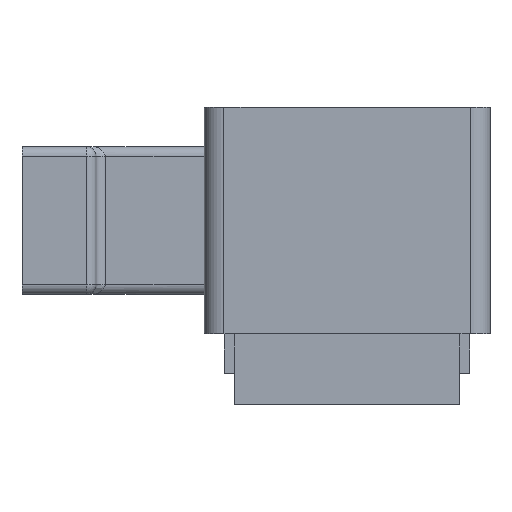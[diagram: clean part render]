
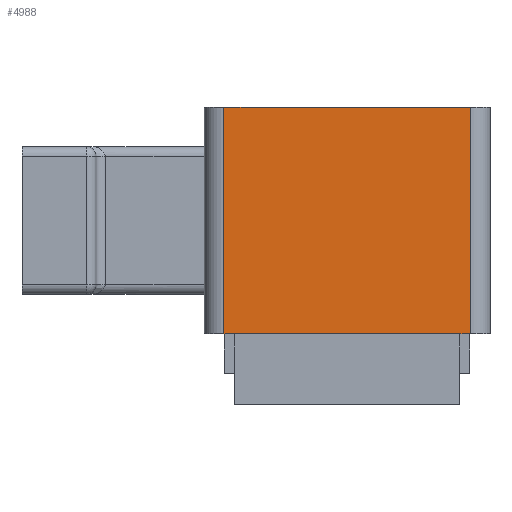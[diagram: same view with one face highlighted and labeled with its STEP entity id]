
A CAD part, front view. The second image highlights one B-rep face of the part: STEP entity #4988.
In plain terms, the highlighted planar face has unit normal (0, -1, 0).
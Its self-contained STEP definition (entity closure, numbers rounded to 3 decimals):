
#278 = PLANE('',#279);
#279 = AXIS2_PLACEMENT_3D('',#280,#281,#282);
#280 = CARTESIAN_POINT('',(0.,0.,10.));
#281 = DIRECTION('',(-0.,-0.,-1.));
#282 = DIRECTION('',(-1.,0.,0.));
#306 = CYLINDRICAL_SURFACE('',#307,2.);
#307 = AXIS2_PLACEMENT_3D('',#308,#309,#310);
#308 = CARTESIAN_POINT('',(-12.5,-15.5,10.));
#309 = DIRECTION('',(0.,0.,1.));
#310 = DIRECTION('',(-1.,0.,0.));
#334 = PLANE('',#335);
#335 = AXIS2_PLACEMENT_3D('',#336,#337,#338);
#336 = CARTESIAN_POINT('',(0.,0.,33.));
#337 = DIRECTION('',(-0.,-0.,-1.));
#338 = DIRECTION('',(-1.,0.,0.));
#3138 = VERTEX_POINT('',#3139);
#3139 = CARTESIAN_POINT('',(12.5,-17.5,10.));
#3154 = CYLINDRICAL_SURFACE('',#3155,2.);
#3155 = AXIS2_PLACEMENT_3D('',#3156,#3157,#3158);
#3156 = CARTESIAN_POINT('',(12.5,-15.5,10.));
#3157 = DIRECTION('',(0.,0.,1.));
#3158 = DIRECTION('',(1.,0.,0.));
#3166 = EDGE_CURVE('',#3138,#3167,#3169,.T.);
#3167 = VERTEX_POINT('',#3168);
#3168 = CARTESIAN_POINT('',(11.45,-17.5,10.));
#3169 = SURFACE_CURVE('',#3170,(#3174,#3181),.PCURVE_S1.);
#3170 = LINE('',#3171,#3172);
#3171 = CARTESIAN_POINT('',(14.5,-17.5,10.));
#3172 = VECTOR('',#3173,1.);
#3173 = DIRECTION('',(-1.,0.,0.));
#3174 = PCURVE('',#278,#3175);
#3175 = DEFINITIONAL_REPRESENTATION('',(#3176),#3180);
#3176 = LINE('',#3177,#3178);
#3177 = CARTESIAN_POINT('',(-14.5,-17.5));
#3178 = VECTOR('',#3179,1.);
#3179 = DIRECTION('',(1.,0.));
#3180 = ( GEOMETRIC_REPRESENTATION_CONTEXT(2) 
PARAMETRIC_REPRESENTATION_CONTEXT() REPRESENTATION_CONTEXT('2D SPACE',''
  ) );
#3181 = PCURVE('',#3182,#3187);
#3182 = PLANE('',#3183);
#3183 = AXIS2_PLACEMENT_3D('',#3184,#3185,#3186);
#3184 = CARTESIAN_POINT('',(14.5,-17.5,10.));
#3185 = DIRECTION('',(0.,-1.,0.));
#3186 = DIRECTION('',(-1.,0.,0.));
#3187 = DEFINITIONAL_REPRESENTATION('',(#3188),#3192);
#3188 = LINE('',#3189,#3190);
#3189 = CARTESIAN_POINT('',(0.,-0.));
#3190 = VECTOR('',#3191,1.);
#3191 = DIRECTION('',(1.,0.));
#3192 = ( GEOMETRIC_REPRESENTATION_CONTEXT(2) 
PARAMETRIC_REPRESENTATION_CONTEXT() REPRESENTATION_CONTEXT('2D SPACE',''
  ) );
#3394 = VERTEX_POINT('',#3395);
#3395 = CARTESIAN_POINT('',(-11.45,-17.5,10.));
#3421 = EDGE_CURVE('',#3394,#3422,#3424,.T.);
#3422 = VERTEX_POINT('',#3423);
#3423 = CARTESIAN_POINT('',(-12.5,-17.5,10.));
#3424 = SURFACE_CURVE('',#3425,(#3429,#3436),.PCURVE_S1.);
#3425 = LINE('',#3426,#3427);
#3426 = CARTESIAN_POINT('',(14.5,-17.5,10.));
#3427 = VECTOR('',#3428,1.);
#3428 = DIRECTION('',(-1.,0.,0.));
#3429 = PCURVE('',#278,#3430);
#3430 = DEFINITIONAL_REPRESENTATION('',(#3431),#3435);
#3431 = LINE('',#3432,#3433);
#3432 = CARTESIAN_POINT('',(-14.5,-17.5));
#3433 = VECTOR('',#3434,1.);
#3434 = DIRECTION('',(1.,0.));
#3435 = ( GEOMETRIC_REPRESENTATION_CONTEXT(2) 
PARAMETRIC_REPRESENTATION_CONTEXT() REPRESENTATION_CONTEXT('2D SPACE',''
  ) );
#3436 = PCURVE('',#3182,#3437);
#3437 = DEFINITIONAL_REPRESENTATION('',(#3438),#3442);
#3438 = LINE('',#3439,#3440);
#3439 = CARTESIAN_POINT('',(0.,-0.));
#3440 = VECTOR('',#3441,1.);
#3441 = DIRECTION('',(1.,0.));
#3442 = ( GEOMETRIC_REPRESENTATION_CONTEXT(2) 
PARAMETRIC_REPRESENTATION_CONTEXT() REPRESENTATION_CONTEXT('2D SPACE',''
  ) );
#3474 = EDGE_CURVE('',#3422,#3475,#3477,.T.);
#3475 = VERTEX_POINT('',#3476);
#3476 = CARTESIAN_POINT('',(-12.5,-17.5,33.));
#3477 = SURFACE_CURVE('',#3478,(#3482,#3489),.PCURVE_S1.);
#3478 = LINE('',#3479,#3480);
#3479 = CARTESIAN_POINT('',(-12.5,-17.5,10.));
#3480 = VECTOR('',#3481,1.);
#3481 = DIRECTION('',(0.,0.,1.));
#3482 = PCURVE('',#306,#3483);
#3483 = DEFINITIONAL_REPRESENTATION('',(#3484),#3488);
#3484 = LINE('',#3485,#3486);
#3485 = CARTESIAN_POINT('',(1.571,0.));
#3486 = VECTOR('',#3487,1.);
#3487 = DIRECTION('',(0.,1.));
#3488 = ( GEOMETRIC_REPRESENTATION_CONTEXT(2) 
PARAMETRIC_REPRESENTATION_CONTEXT() REPRESENTATION_CONTEXT('2D SPACE',''
  ) );
#3489 = PCURVE('',#3182,#3490);
#3490 = DEFINITIONAL_REPRESENTATION('',(#3491),#3495);
#3491 = LINE('',#3492,#3493);
#3492 = CARTESIAN_POINT('',(27.,0.));
#3493 = VECTOR('',#3494,1.);
#3494 = DIRECTION('',(0.,-1.));
#3495 = ( GEOMETRIC_REPRESENTATION_CONTEXT(2) 
PARAMETRIC_REPRESENTATION_CONTEXT() REPRESENTATION_CONTEXT('2D SPACE',''
  ) );
#3652 = VERTEX_POINT('',#3653);
#3653 = CARTESIAN_POINT('',(12.5,-17.5,33.));
#3675 = EDGE_CURVE('',#3652,#3475,#3676,.T.);
#3676 = SURFACE_CURVE('',#3677,(#3681,#3688),.PCURVE_S1.);
#3677 = LINE('',#3678,#3679);
#3678 = CARTESIAN_POINT('',(14.5,-17.5,33.));
#3679 = VECTOR('',#3680,1.);
#3680 = DIRECTION('',(-1.,0.,0.));
#3681 = PCURVE('',#334,#3682);
#3682 = DEFINITIONAL_REPRESENTATION('',(#3683),#3687);
#3683 = LINE('',#3684,#3685);
#3684 = CARTESIAN_POINT('',(-14.5,-17.5));
#3685 = VECTOR('',#3686,1.);
#3686 = DIRECTION('',(1.,0.));
#3687 = ( GEOMETRIC_REPRESENTATION_CONTEXT(2) 
PARAMETRIC_REPRESENTATION_CONTEXT() REPRESENTATION_CONTEXT('2D SPACE',''
  ) );
#3688 = PCURVE('',#3182,#3689);
#3689 = DEFINITIONAL_REPRESENTATION('',(#3690),#3694);
#3690 = LINE('',#3691,#3692);
#3691 = CARTESIAN_POINT('',(0.,-23.));
#3692 = VECTOR('',#3693,1.);
#3693 = DIRECTION('',(1.,0.));
#3694 = ( GEOMETRIC_REPRESENTATION_CONTEXT(2) 
PARAMETRIC_REPRESENTATION_CONTEXT() REPRESENTATION_CONTEXT('2D SPACE',''
  ) );
#4988 = ADVANCED_FACE('',(#4989),#3182,.T.);
#4989 = FACE_BOUND('',#4990,.T.);
#4990 = EDGE_LOOP('',(#4991,#4992,#5013,#5014,#5015,#5016));
#4991 = ORIENTED_EDGE('',*,*,#3166,.F.);
#4992 = ORIENTED_EDGE('',*,*,#4993,.T.);
#4993 = EDGE_CURVE('',#3138,#3652,#4994,.T.);
#4994 = SURFACE_CURVE('',#4995,(#4999,#5006),.PCURVE_S1.);
#4995 = LINE('',#4996,#4997);
#4996 = CARTESIAN_POINT('',(12.5,-17.5,10.));
#4997 = VECTOR('',#4998,1.);
#4998 = DIRECTION('',(0.,0.,1.));
#4999 = PCURVE('',#3182,#5000);
#5000 = DEFINITIONAL_REPRESENTATION('',(#5001),#5005);
#5001 = LINE('',#5002,#5003);
#5002 = CARTESIAN_POINT('',(2.,0.));
#5003 = VECTOR('',#5004,1.);
#5004 = DIRECTION('',(0.,-1.));
#5005 = ( GEOMETRIC_REPRESENTATION_CONTEXT(2) 
PARAMETRIC_REPRESENTATION_CONTEXT() REPRESENTATION_CONTEXT('2D SPACE',''
  ) );
#5006 = PCURVE('',#3154,#5007);
#5007 = DEFINITIONAL_REPRESENTATION('',(#5008),#5012);
#5008 = LINE('',#5009,#5010);
#5009 = CARTESIAN_POINT('',(-1.571,0.));
#5010 = VECTOR('',#5011,1.);
#5011 = DIRECTION('',(-0.,1.));
#5012 = ( GEOMETRIC_REPRESENTATION_CONTEXT(2) 
PARAMETRIC_REPRESENTATION_CONTEXT() REPRESENTATION_CONTEXT('2D SPACE',''
  ) );
#5013 = ORIENTED_EDGE('',*,*,#3675,.T.);
#5014 = ORIENTED_EDGE('',*,*,#3474,.F.);
#5015 = ORIENTED_EDGE('',*,*,#3421,.F.);
#5016 = ORIENTED_EDGE('',*,*,#5017,.T.);
#5017 = EDGE_CURVE('',#3394,#3167,#5018,.T.);
#5018 = SURFACE_CURVE('',#5019,(#5023,#5030),.PCURVE_S1.);
#5019 = LINE('',#5020,#5021);
#5020 = CARTESIAN_POINT('',(-11.45,-17.5,10.));
#5021 = VECTOR('',#5022,1.);
#5022 = DIRECTION('',(1.,0.,0.));
#5023 = PCURVE('',#3182,#5024);
#5024 = DEFINITIONAL_REPRESENTATION('',(#5025),#5029);
#5025 = LINE('',#5026,#5027);
#5026 = CARTESIAN_POINT('',(25.95,0.));
#5027 = VECTOR('',#5028,1.);
#5028 = DIRECTION('',(-1.,-0.));
#5029 = ( GEOMETRIC_REPRESENTATION_CONTEXT(2) 
PARAMETRIC_REPRESENTATION_CONTEXT() REPRESENTATION_CONTEXT('2D SPACE',''
  ) );
#5030 = PCURVE('',#5031,#5036);
#5031 = PLANE('',#5032);
#5032 = AXIS2_PLACEMENT_3D('',#5033,#5034,#5035);
#5033 = CARTESIAN_POINT('',(-11.45,-17.5,10.));
#5034 = DIRECTION('',(0.,-1.,0.));
#5035 = DIRECTION('',(1.,0.,0.));
#5036 = DEFINITIONAL_REPRESENTATION('',(#5037),#5041);
#5037 = LINE('',#5038,#5039);
#5038 = CARTESIAN_POINT('',(0.,0.));
#5039 = VECTOR('',#5040,1.);
#5040 = DIRECTION('',(1.,0.));
#5041 = ( GEOMETRIC_REPRESENTATION_CONTEXT(2) 
PARAMETRIC_REPRESENTATION_CONTEXT() REPRESENTATION_CONTEXT('2D SPACE',''
  ) );
